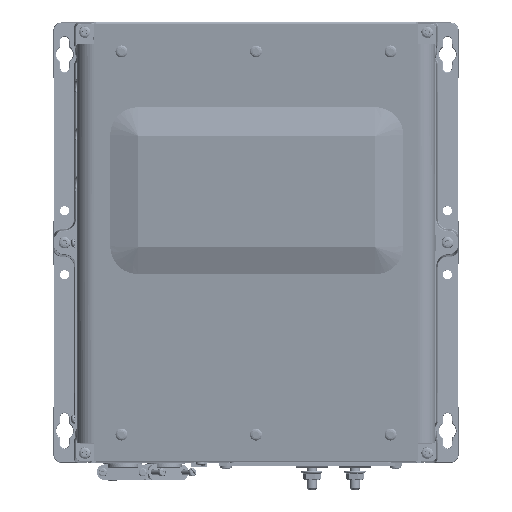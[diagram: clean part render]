
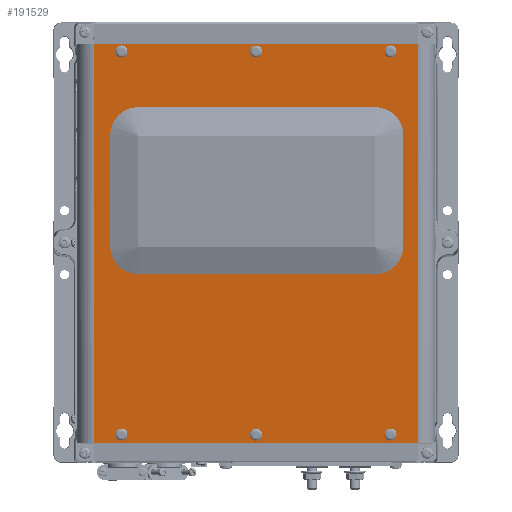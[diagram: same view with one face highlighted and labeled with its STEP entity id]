
A CAD part, top view. The second image highlights one B-rep face of the part: STEP entity #191529.
In plain terms, the highlighted face is planar.
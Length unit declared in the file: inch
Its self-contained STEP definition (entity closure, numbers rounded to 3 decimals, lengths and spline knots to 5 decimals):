
#183171=CARTESIAN_POINT('',(5.25536,5.70493,1.925));
#183172=VERTEX_POINT('',#183171);
#183179=CARTESIAN_POINT('',(6.12373,5.81245,1.05));
#183180=VERTEX_POINT('',#183179);
#183187=CARTESIAN_POINT('',(6.12373,5.81245,1.925));
#183188=DIRECTION('',(0.123,-0.992,0.0));
#183189=DIRECTION('',(0.0,0.0,1.0));
#183190=AXIS2_PLACEMENT_3D('',#183187,#183188,#183189);
#183191=CIRCLE('',#183190,0.875);
#183192=EDGE_CURVE('',#183172,#183180,#183191,.T.);
#183252=CARTESIAN_POINT('',(9.5972,6.24254,1.05));
#183253=VERTEX_POINT('',#183252);
#183260=CARTESIAN_POINT('',(6.12373,5.81245,1.05));
#183261=DIRECTION('',(0.992,0.123,0.));
#183262=VECTOR('',#183261,3.5);
#183263=LINE('',#183260,#183262);
#183264=EDGE_CURVE('',#183180,#183253,#183263,.T.);
#183315=CARTESIAN_POINT('',(10.46557,6.35007,1.925));
#183316=VERTEX_POINT('',#183315);
#183323=CARTESIAN_POINT('',(9.5972,6.24254,1.925));
#183324=DIRECTION('',(0.123,-0.992,0.0));
#183325=DIRECTION('',(-0.992,-0.123,0.0));
#183326=AXIS2_PLACEMENT_3D('',#183323,#183324,#183325);
#183327=CIRCLE('',#183326,0.875);
#183328=EDGE_CURVE('',#183253,#183316,#183327,.T.);
#183357=CARTESIAN_POINT('',(10.46557,6.35007,9.325));
#183358=VERTEX_POINT('',#183357);
#183365=CARTESIAN_POINT('',(10.46557,6.35007,1.925));
#183366=DIRECTION('',(0.0,0.0,1.0));
#183367=VECTOR('',#183366,7.4);
#183368=LINE('',#183365,#183367);
#183369=EDGE_CURVE('',#183316,#183358,#183368,.T.);
#183396=CARTESIAN_POINT('',(9.5972,6.24254,10.2));
#183397=VERTEX_POINT('',#183396);
#183404=CARTESIAN_POINT('',(9.5972,6.24254,9.325));
#183405=DIRECTION('',(0.123,-0.992,0.0));
#183406=DIRECTION('',(0.0,0.0,-1.0));
#183407=AXIS2_PLACEMENT_3D('',#183404,#183405,#183406);
#183408=CIRCLE('',#183407,0.875);
#183409=EDGE_CURVE('',#183358,#183397,#183408,.T.);
#183438=CARTESIAN_POINT('',(6.12373,5.81245,10.2));
#183439=VERTEX_POINT('',#183438);
#183446=CARTESIAN_POINT('',(9.5972,6.24254,10.2));
#183447=DIRECTION('',(-0.992,-0.123,0.));
#183448=VECTOR('',#183447,3.5);
#183449=LINE('',#183446,#183448);
#183450=EDGE_CURVE('',#183397,#183439,#183449,.T.);
#183477=CARTESIAN_POINT('',(5.25536,5.70493,9.325));
#183478=VERTEX_POINT('',#183477);
#183485=CARTESIAN_POINT('',(6.12373,5.81245,9.325));
#183486=DIRECTION('',(0.123,-0.992,0.));
#183487=DIRECTION('',(0.992,0.123,0.));
#183488=AXIS2_PLACEMENT_3D('',#183485,#183486,#183487);
#183489=CIRCLE('',#183488,0.875);
#183490=EDGE_CURVE('',#183439,#183478,#183489,.T.);
#183537=CARTESIAN_POINT('',(5.25536,5.70493,9.325));
#183538=DIRECTION('',(0.0,0.0,-1.0));
#183539=VECTOR('',#183538,7.4);
#183540=LINE('',#183537,#183539);
#183541=EDGE_CURVE('',#183478,#183172,#183540,.T.);
#189168=CARTESIAN_POINT('',(12.31247,6.57875,9.8));
#189169=VERTEX_POINT('',#189168);
#189170=CARTESIAN_POINT('',(12.20678,6.56566,9.8));
#189171=DIRECTION('',(0.123,-0.992,0.0));
#189172=DIRECTION('',(-0.992,-0.123,0.0));
#189173=AXIS2_PLACEMENT_3D('',#189170,#189171,#189172);
#189174=CIRCLE('',#189173,0.1065);
#189175=EDGE_CURVE('',#189169,#189169,#189174,.T.);
#189196=CARTESIAN_POINT('',(12.31247,6.57875,5.6));
#189197=VERTEX_POINT('',#189196);
#189198=CARTESIAN_POINT('',(12.20678,6.56566,5.6));
#189199=DIRECTION('',(0.123,-0.992,0.0));
#189200=DIRECTION('',(-0.992,-0.123,0.0));
#189201=AXIS2_PLACEMENT_3D('',#189198,#189199,#189200);
#189202=CIRCLE('',#189201,0.1065);
#189203=EDGE_CURVE('',#189197,#189197,#189202,.T.);
#189224=CARTESIAN_POINT('',(12.31247,6.57875,1.4));
#189225=VERTEX_POINT('',#189224);
#189226=CARTESIAN_POINT('',(12.20678,6.56566,1.4));
#189227=DIRECTION('',(0.123,-0.992,0.0));
#189228=DIRECTION('',(-0.992,-0.123,0.0));
#189229=AXIS2_PLACEMENT_3D('',#189226,#189227,#189228);
#189230=CIRCLE('',#189229,0.1065);
#189231=EDGE_CURVE('',#189225,#189225,#189230,.T.);
#189252=CARTESIAN_POINT('',(0.3538,5.09801,9.8));
#189253=VERTEX_POINT('',#189252);
#189254=CARTESIAN_POINT('',(0.24811,5.08492,9.8));
#189255=DIRECTION('',(0.123,-0.992,0.0));
#189256=DIRECTION('',(-0.992,-0.123,0.0));
#189257=AXIS2_PLACEMENT_3D('',#189254,#189255,#189256);
#189258=CIRCLE('',#189257,0.1065);
#189259=EDGE_CURVE('',#189253,#189253,#189258,.T.);
#189280=CARTESIAN_POINT('',(0.3538,5.09801,5.6));
#189281=VERTEX_POINT('',#189280);
#189282=CARTESIAN_POINT('',(0.24811,5.08492,5.6));
#189283=DIRECTION('',(0.123,-0.992,0.0));
#189284=DIRECTION('',(-0.992,-0.123,0.0));
#189285=AXIS2_PLACEMENT_3D('',#189282,#189283,#189284);
#189286=CIRCLE('',#189285,0.1065);
#189287=EDGE_CURVE('',#189281,#189281,#189286,.T.);
#189308=CARTESIAN_POINT('',(0.3538,5.09801,1.4));
#189309=VERTEX_POINT('',#189308);
#189310=CARTESIAN_POINT('',(0.24811,5.08492,1.4));
#189311=DIRECTION('',(0.123,-0.992,0.0));
#189312=DIRECTION('',(-0.992,-0.123,0.0));
#189313=AXIS2_PLACEMENT_3D('',#189310,#189311,#189312);
#189314=CIRCLE('',#189313,0.1065);
#189315=EDGE_CURVE('',#189309,#189309,#189314,.T.);
#190946=CARTESIAN_POINT('',(12.45041,6.59583,0.55));
#190947=VERTEX_POINT('',#190946);
#190955=CARTESIAN_POINT('',(12.45041,6.59583,10.65));
#190956=VERTEX_POINT('',#190955);
#190957=CARTESIAN_POINT('',(12.45041,6.59583,10.65));
#190958=DIRECTION('',(0.0,0.0,-1.0));
#190959=VECTOR('',#190958,10.1);
#190960=LINE('',#190957,#190959);
#190961=EDGE_CURVE('',#190956,#190947,#190960,.T.);
#191284=CARTESIAN_POINT('',(0.,5.0542,10.65));
#191285=VERTEX_POINT('',#191284);
#191286=CARTESIAN_POINT('',(12.45041,6.59583,10.65));
#191287=DIRECTION('',(-0.992,-0.123,0.0));
#191288=VECTOR('',#191287,12.54549);
#191289=LINE('',#191286,#191288);
#191290=EDGE_CURVE('',#190956,#191285,#191289,.T.);
#191317=CARTESIAN_POINT('',(0.,5.0542,0.55));
#191318=VERTEX_POINT('',#191317);
#191326=CARTESIAN_POINT('',(12.45041,6.59583,0.55));
#191327=DIRECTION('',(-0.992,-0.123,0.));
#191328=VECTOR('',#191327,12.54549);
#191329=LINE('',#191326,#191328);
#191330=EDGE_CURVE('',#190947,#191318,#191329,.T.);
#191485=CARTESIAN_POINT('',(12.45041,6.59583,10.65));
#191486=DIRECTION('',(-0.123,0.992,0.0));
#191487=DIRECTION('',(0.0,0.0,1.0));
#191488=AXIS2_PLACEMENT_3D('',#191485,#191486,#191487);
#191489=PLANE('',#191488);
#191490=CARTESIAN_POINT('',(0.,5.0542,0.55));
#191491=DIRECTION('',(0.0,0.0,1.0));
#191492=VECTOR('',#191491,10.1);
#191493=LINE('',#191490,#191492);
#191494=EDGE_CURVE('',#191318,#191285,#191493,.T.);
#191495=ORIENTED_EDGE('',*,*,#191494,.T.);
#191496=ORIENTED_EDGE('',*,*,#191290,.F.);
#191497=ORIENTED_EDGE('',*,*,#190961,.T.);
#191498=ORIENTED_EDGE('',*,*,#191330,.T.);
#191499=EDGE_LOOP('',(#191495,#191496,#191497,#191498));
#191500=FACE_OUTER_BOUND('',#191499,.T.);
#191501=ORIENTED_EDGE('',*,*,#183409,.T.);
#191502=ORIENTED_EDGE('',*,*,#183450,.T.);
#191503=ORIENTED_EDGE('',*,*,#183490,.T.);
#191504=ORIENTED_EDGE('',*,*,#183541,.T.);
#191505=ORIENTED_EDGE('',*,*,#183192,.T.);
#191506=ORIENTED_EDGE('',*,*,#183264,.T.);
#191507=ORIENTED_EDGE('',*,*,#183328,.T.);
#191508=ORIENTED_EDGE('',*,*,#183369,.T.);
#191509=EDGE_LOOP('',(#191501,#191502,#191503,#191504,#191505,#191506,#191507,#191508));
#191510=FACE_BOUND('',#191509,.T.);
#191511=ORIENTED_EDGE('',*,*,#189175,.T.);
#191512=EDGE_LOOP('',(#191511));
#191513=FACE_BOUND('',#191512,.T.);
#191514=ORIENTED_EDGE('',*,*,#189203,.T.);
#191515=EDGE_LOOP('',(#191514));
#191516=FACE_BOUND('',#191515,.T.);
#191517=ORIENTED_EDGE('',*,*,#189231,.T.);
#191518=EDGE_LOOP('',(#191517));
#191519=FACE_BOUND('',#191518,.T.);
#191520=ORIENTED_EDGE('',*,*,#189259,.T.);
#191521=EDGE_LOOP('',(#191520));
#191522=FACE_BOUND('',#191521,.T.);
#191523=ORIENTED_EDGE('',*,*,#189287,.T.);
#191524=EDGE_LOOP('',(#191523));
#191525=FACE_BOUND('',#191524,.T.);
#191526=ORIENTED_EDGE('',*,*,#189315,.T.);
#191527=EDGE_LOOP('',(#191526));
#191528=FACE_BOUND('',#191527,.T.);
#191529=ADVANCED_FACE('',(#191500,#191510,#191513,#191516,#191519,#191522,#191525,#191528),#191489,.T.);
